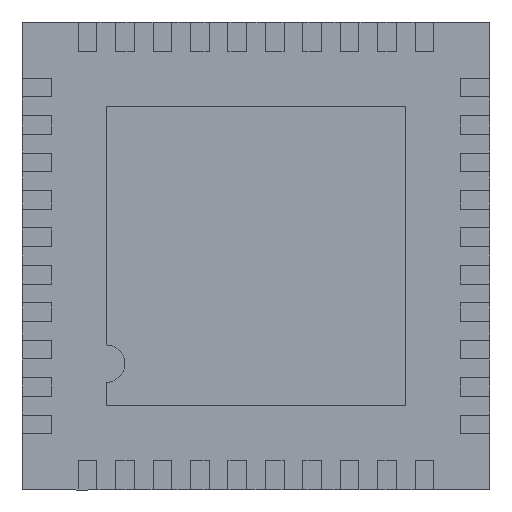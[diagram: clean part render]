
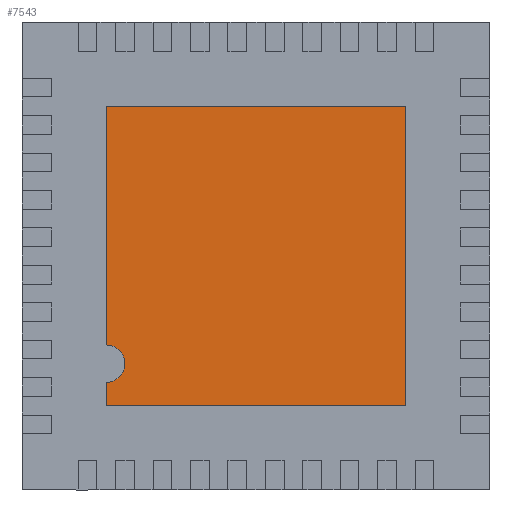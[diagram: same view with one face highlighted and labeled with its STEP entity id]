
A CAD part, front view. The second image highlights one B-rep face of the part: STEP entity #7543.
In plain terms, the highlighted planar face has unit normal (0, -1, 0).
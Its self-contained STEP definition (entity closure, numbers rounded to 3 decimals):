
#151 = CARTESIAN_POINT ( 'NONE',  ( -1.6, 0., 1.6 ) ) ;
#1474 = LINE ( 'NONE', #20023, #12694 ) ;
#2016 = DIRECTION ( 'NONE',  ( 1., 0., 0. ) ) ;
#2024 = DIRECTION ( 'NONE',  ( -1., 0., 0. ) ) ;
#2390 = AXIS2_PLACEMENT_3D ( 'NONE', #17174, #10189, #6426 ) ;
#2398 = EDGE_CURVE ( 'NONE', #9717, #4031, #15262, .T. ) ;
#2710 = CARTESIAN_POINT ( 'NONE',  ( -1.6, 0., 1.6 ) ) ;
#2774 = VECTOR ( 'NONE', #3421, 1000. ) ;
#3421 = DIRECTION ( 'NONE',  ( 0., 0., -1. ) ) ;
#4031 = VERTEX_POINT ( 'NONE', #2710 ) ;
#4160 = LINE ( 'NONE', #151, #22110 ) ;
#5158 = EDGE_CURVE ( 'NONE', #12316, #13967, #15699, .T. ) ;
#5310 = VECTOR ( 'NONE', #2016, 1000. ) ;
#5896 = VERTEX_POINT ( 'NONE', #22570 ) ;
#6426 = DIRECTION ( 'NONE',  ( 0., 0., 1. ) ) ;
#6718 = CARTESIAN_POINT ( 'NONE',  ( -1.6, 0., -1.35 ) ) ;
#6773 = CARTESIAN_POINT ( 'NONE',  ( -1.6, 0., -1.15 ) ) ;
#7304 = DIRECTION ( 'NONE',  ( 0., 0., 1. ) ) ;
#7543 = ADVANCED_FACE ( 'NONE', ( #21176 ), #17103, .F. ) ;
#8641 = CIRCLE ( 'NONE', #8891, 0.2 ) ;
#8819 = DIRECTION ( 'NONE',  ( 0., -1., 0. ) ) ;
#8891 = AXIS2_PLACEMENT_3D ( 'NONE', #6773, #8819, #19343 ) ;
#9449 = CARTESIAN_POINT ( 'NONE',  ( 1.6, 0., -1.6 ) ) ;
#9717 = VERTEX_POINT ( 'NONE', #12913 ) ;
#10183 = EDGE_CURVE ( 'NONE', #13967, #9717, #1474, .T. ) ;
#10189 = DIRECTION ( 'NONE',  ( 0., 1., 0. ) ) ;
#11075 = ORIENTED_EDGE ( 'NONE', *, *, #17355, .T. ) ;
#11913 = VECTOR ( 'NONE', #2024, 1000. ) ;
#12316 = VERTEX_POINT ( 'NONE', #20053 ) ;
#12694 = VECTOR ( 'NONE', #7304, 1000. ) ;
#12913 = CARTESIAN_POINT ( 'NONE',  ( 1.6, 0., 1.6 ) ) ;
#13430 = LINE ( 'NONE', #23076, #2774 ) ;
#13967 = VERTEX_POINT ( 'NONE', #21989 ) ;
#14445 = ORIENTED_EDGE ( 'NONE', *, *, #17226, .F. ) ;
#15262 = LINE ( 'NONE', #16286, #11913 ) ;
#15699 = LINE ( 'NONE', #9449, #5310 ) ;
#16006 = ORIENTED_EDGE ( 'NONE', *, *, #10183, .T. ) ;
#16261 = EDGE_LOOP ( 'NONE', ( #11075, #14445, #18627, #19385, #16006, #22838 ) ) ;
#16286 = CARTESIAN_POINT ( 'NONE',  ( 1.6, 0., 1.6 ) ) ;
#16431 = DIRECTION ( 'NONE',  ( 0., 0., -1. ) ) ;
#17103 = PLANE ( 'NONE',  #2390 ) ;
#17161 = EDGE_CURVE ( 'NONE', #21604, #12316, #13430, .T. ) ;
#17174 = CARTESIAN_POINT ( 'NONE',  ( 0., 0., 0. ) ) ;
#17226 = EDGE_CURVE ( 'NONE', #21604, #5896, #8641, .T. ) ;
#17355 = EDGE_CURVE ( 'NONE', #4031, #5896, #4160, .T. ) ;
#18627 = ORIENTED_EDGE ( 'NONE', *, *, #17161, .T. ) ;
#19343 = DIRECTION ( 'NONE',  ( 0., 0., -1. ) ) ;
#19385 = ORIENTED_EDGE ( 'NONE', *, *, #5158, .T. ) ;
#20023 = CARTESIAN_POINT ( 'NONE',  ( 1.6, 0., 1.6 ) ) ;
#20053 = CARTESIAN_POINT ( 'NONE',  ( -1.6, 0., -1.6 ) ) ;
#21176 = FACE_OUTER_BOUND ( 'NONE', #16261, .T. ) ;
#21604 = VERTEX_POINT ( 'NONE', #6718 ) ;
#21989 = CARTESIAN_POINT ( 'NONE',  ( 1.6, 0., -1.6 ) ) ;
#22110 = VECTOR ( 'NONE', #16431, 1000. ) ;
#22570 = CARTESIAN_POINT ( 'NONE',  ( -1.6, 0., -0.95 ) ) ;
#22838 = ORIENTED_EDGE ( 'NONE', *, *, #2398, .T. ) ;
#23076 = CARTESIAN_POINT ( 'NONE',  ( -1.6, 0., 1.6 ) ) ;
